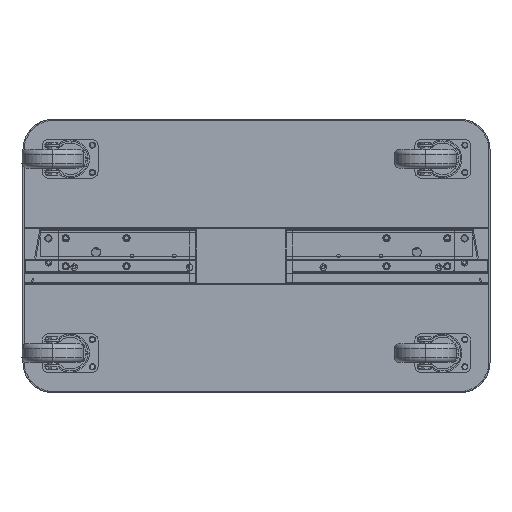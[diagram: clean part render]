
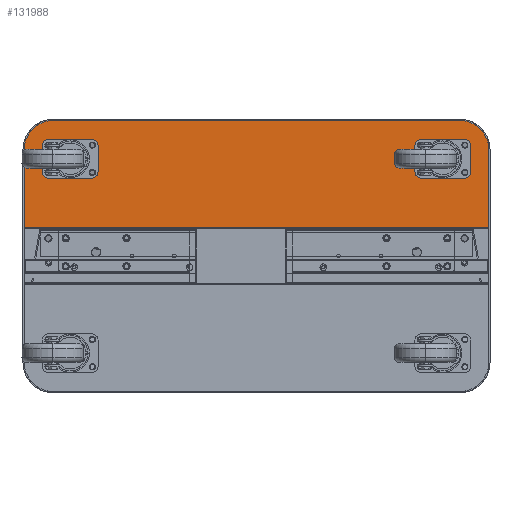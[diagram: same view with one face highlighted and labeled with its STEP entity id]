
A CAD part, top view. The second image highlights one B-rep face of the part: STEP entity #131988.
In plain terms, the highlighted face is planar.
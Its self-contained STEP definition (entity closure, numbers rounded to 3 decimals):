
#131399=DIRECTION('',(0.,0.,1.));
#131400=VECTOR('',#131399,764.5);
#131401=CARTESIAN_POINT('',(-135.454,28.775,-382.25));
#131402=LINE('',#131401,#131400);
#131517=DIRECTION('',(0.,0.,-1.));
#131518=VECTOR('',#131517,668.5);
#131519=CARTESIAN_POINT('',(-313.304,28.775,
334.25));
#131520=LINE('',#131519,#131518);
#131529=CARTESIAN_POINT('',(-265.304,28.776,334.25));
#131530=DIRECTION('',(0.,1.,0.));
#131531=DIRECTION('',(-1.,0.,
0.));
#131532=AXIS2_PLACEMENT_3D('',#131529,#131530,#131531);
#131534=DIRECTION('',(1.,0.,0.));
#131535=VECTOR('',#131534,129.85);
#131536=CARTESIAN_POINT('',(-265.304,28.776,382.25));
#131537=LINE('',#131536,#131535);
#131538=DIRECTION('',(-1.,0.,0.));
#131539=VECTOR('',#131538,129.85);
#131540=CARTESIAN_POINT('',(-135.454,28.775,-382.25));
#131541=LINE('',#131540,#131539);
#131542=CARTESIAN_POINT('',(-265.304,28.776,-334.25));
#131543=DIRECTION('',(0.,1.,0.));
#131544=DIRECTION('',(0.,0.,-1.));
#131545=AXIS2_PLACEMENT_3D('',#131542,#131543,#131544);
#131547=CARTESIAN_POINT('',(-272.725,28.775,
-343.));
#131548=DIRECTION('',(0.,-1.,0.));
#131549=DIRECTION('',(1.,0.,0.));
#131550=AXIS2_PLACEMENT_3D('',#131547,#131548,#131549);
#131552=CARTESIAN_POINT('',(-272.725,28.775,
-343.));
#131553=DIRECTION('',(0.,-1.,0.));
#131554=DIRECTION('',(-1.,0.,0.));
#131555=AXIS2_PLACEMENT_3D('',#131552,#131553,#131554);
#131557=CARTESIAN_POINT('',(-272.725,28.775,
-270.));
#131558=DIRECTION('',(0.,-1.,0.));
#131559=DIRECTION('',(1.,0.,0.));
#131560=AXIS2_PLACEMENT_3D('',#131557,#131558,#131559);
#131562=CARTESIAN_POINT('',(-272.725,28.775,
-270.));
#131563=DIRECTION('',(0.,-1.,0.));
#131564=DIRECTION('',(-1.,0.,0.));
#131565=AXIS2_PLACEMENT_3D('',#131562,#131563,#131564);
#131567=CARTESIAN_POINT('',(-227.725,28.775,-270.));
#131568=DIRECTION('',(0.,-1.,0.));
#131569=DIRECTION('',(1.,0.,0.));
#131570=AXIS2_PLACEMENT_3D('',#131567,#131568,#131569);
#131572=CARTESIAN_POINT('',(-227.725,28.775,-270.));
#131573=DIRECTION('',(0.,-1.,0.));
#131574=DIRECTION('',(-1.,0.,0.));
#131575=AXIS2_PLACEMENT_3D('',#131572,#131573,#131574);
#131577=CARTESIAN_POINT('',(-227.725,28.775,343.));
#131578=DIRECTION('',(0.,-1.,0.));
#131579=DIRECTION('',(1.,0.,0.));
#131580=AXIS2_PLACEMENT_3D('',#131577,#131578,#131579);
#131582=CARTESIAN_POINT('',(-227.725,28.775,343.));
#131583=DIRECTION('',(0.,-1.,0.));
#131584=DIRECTION('',(-1.,0.,0.));
#131585=AXIS2_PLACEMENT_3D('',#131582,#131583,#131584);
#131587=CARTESIAN_POINT('',(-227.725,28.775,270.));
#131588=DIRECTION('',(0.,-1.,0.));
#131589=DIRECTION('',(1.,0.,0.));
#131590=AXIS2_PLACEMENT_3D('',#131587,#131588,#131589);
#131592=CARTESIAN_POINT('',(-227.725,28.775,270.));
#131593=DIRECTION('',(0.,-1.,0.));
#131594=DIRECTION('',(-1.,0.,0.));
#131595=AXIS2_PLACEMENT_3D('',#131592,#131593,#131594);
#131597=CARTESIAN_POINT('',(-272.725,28.775,270.));
#131598=DIRECTION('',(0.,-1.,0.));
#131599=DIRECTION('',(1.,0.,0.));
#131600=AXIS2_PLACEMENT_3D('',#131597,#131598,#131599);
#131602=CARTESIAN_POINT('',(-272.725,28.775,270.));
#131603=DIRECTION('',(0.,-1.,0.));
#131604=DIRECTION('',(-1.,0.,0.));
#131605=AXIS2_PLACEMENT_3D('',#131602,#131603,#131604);
#131607=CARTESIAN_POINT('',(-272.725,28.775,343.));
#131608=DIRECTION('',(0.,-1.,0.));
#131609=DIRECTION('',(1.,0.,0.));
#131610=AXIS2_PLACEMENT_3D('',#131607,#131608,#131609);
#131612=CARTESIAN_POINT('',(-272.725,28.775,343.));
#131613=DIRECTION('',(0.,-1.,0.));
#131614=DIRECTION('',(-1.,0.,0.));
#131615=AXIS2_PLACEMENT_3D('',#131612,#131613,#131614);
#131617=CARTESIAN_POINT('',(-227.725,28.775,-343.));
#131618=DIRECTION('',(0.,-1.,0.));
#131619=DIRECTION('',(1.,0.,0.));
#131620=AXIS2_PLACEMENT_3D('',#131617,#131618,#131619);
#131622=CARTESIAN_POINT('',(-227.725,28.775,-343.));
#131623=DIRECTION('',(0.,-1.,0.));
#131624=DIRECTION('',(-1.,0.,0.));
#131625=AXIS2_PLACEMENT_3D('',#131622,#131623,#131624);
#131699=CARTESIAN_POINT('',(-135.454,28.775,-382.25));
#131701=VERTEX_POINT('',#131699);
#131703=CARTESIAN_POINT('',(-135.454,28.775,382.25));
#131704=VERTEX_POINT('',#131703);
#131709=CARTESIAN_POINT('',(-265.304,28.776,-382.25));
#131710=VERTEX_POINT('',#131709);
#131749=CARTESIAN_POINT('',(-231.725,28.775,-343.));
#131750=VERTEX_POINT('',#131749);
#131751=CARTESIAN_POINT('',(-223.725,28.775,-343.));
#131752=VERTEX_POINT('',#131751);
#131753=CARTESIAN_POINT('',(-313.304,28.775,
334.25));
#131754=CARTESIAN_POINT('',(-313.304,28.775,
-334.25));
#131755=VERTEX_POINT('',#131753);
#131756=VERTEX_POINT('',#131754);
#131757=CARTESIAN_POINT('',(-265.304,28.776,382.25));
#131758=VERTEX_POINT('',#131757);
#131759=CARTESIAN_POINT('',(-268.725,28.775,
-343.));
#131760=CARTESIAN_POINT('',(-276.725,28.775,
-343.));
#131761=VERTEX_POINT('',#131759);
#131762=VERTEX_POINT('',#131760);
#131763=CARTESIAN_POINT('',(-268.725,28.775,
-270.));
#131764=CARTESIAN_POINT('',(-276.725,28.775,
-270.));
#131765=VERTEX_POINT('',#131763);
#131766=VERTEX_POINT('',#131764);
#131767=CARTESIAN_POINT('',(-223.725,28.775,-270.));
#131768=CARTESIAN_POINT('',(-231.725,28.775,-270.));
#131769=VERTEX_POINT('',#131767);
#131770=VERTEX_POINT('',#131768);
#131771=CARTESIAN_POINT('',(-223.725,28.775,343.));
#131772=CARTESIAN_POINT('',(-231.725,28.775,343.));
#131773=VERTEX_POINT('',#131771);
#131774=VERTEX_POINT('',#131772);
#131775=CARTESIAN_POINT('',(-223.725,28.775,270.));
#131776=CARTESIAN_POINT('',(-231.725,28.775,270.));
#131777=VERTEX_POINT('',#131775);
#131778=VERTEX_POINT('',#131776);
#131779=CARTESIAN_POINT('',(-268.725,28.775,270.));
#131780=CARTESIAN_POINT('',(-276.725,28.775,270.));
#131781=VERTEX_POINT('',#131779);
#131782=VERTEX_POINT('',#131780);
#131783=CARTESIAN_POINT('',(-268.725,28.775,343.));
#131784=CARTESIAN_POINT('',(-276.725,28.775,343.));
#131785=VERTEX_POINT('',#131783);
#131786=VERTEX_POINT('',#131784);
#131926=CARTESIAN_POINT('',(-135.454,28.775,-403.));
#131927=DIRECTION('',(0.,1.,0.));
#131928=DIRECTION('',(-1.,0.,0.));
#131929=AXIS2_PLACEMENT_3D('',#131926,#131927,#131928);
#131930=PLANE('',#131929);
#131931=ORIENTED_EDGE('',*,*,#131892,.F.);
#131932=ORIENTED_EDGE('',*,*,#131907,.T.);
#131933=ORIENTED_EDGE('',*,*,#131918,.T.);
#131934=ORIENTED_EDGE('',*,*,#131794,.F.);
#131935=ORIENTED_EDGE('',*,*,#131812,.T.);
#131937=ORIENTED_EDGE('',*,*,#131936,.T.);
#131938=EDGE_LOOP('',(#131931,#131932,#131933,#131934,#131935,#131937));
#131939=FACE_OUTER_BOUND('',#131938,.F.);
#131941=ORIENTED_EDGE('',*,*,#131940,.T.);
#131943=ORIENTED_EDGE('',*,*,#131942,.T.);
#131944=EDGE_LOOP('',(#131941,#131943));
#131945=FACE_BOUND('',#131944,.F.);
#131947=ORIENTED_EDGE('',*,*,#131946,.T.);
#131949=ORIENTED_EDGE('',*,*,#131948,.T.);
#131950=EDGE_LOOP('',(#131947,#131949));
#131951=FACE_BOUND('',#131950,.F.);
#131953=ORIENTED_EDGE('',*,*,#131952,.T.);
#131955=ORIENTED_EDGE('',*,*,#131954,.T.);
#131956=EDGE_LOOP('',(#131953,#131955));
#131957=FACE_BOUND('',#131956,.F.);
#131959=ORIENTED_EDGE('',*,*,#131958,.T.);
#131961=ORIENTED_EDGE('',*,*,#131960,.T.);
#131962=EDGE_LOOP('',(#131959,#131961));
#131963=FACE_BOUND('',#131962,.F.);
#131965=ORIENTED_EDGE('',*,*,#131964,.T.);
#131967=ORIENTED_EDGE('',*,*,#131966,.T.);
#131968=EDGE_LOOP('',(#131965,#131967));
#131969=FACE_BOUND('',#131968,.F.);
#131971=ORIENTED_EDGE('',*,*,#131970,.T.);
#131973=ORIENTED_EDGE('',*,*,#131972,.T.);
#131974=EDGE_LOOP('',(#131971,#131973));
#131975=FACE_BOUND('',#131974,.F.);
#131977=ORIENTED_EDGE('',*,*,#131976,.T.);
#131979=ORIENTED_EDGE('',*,*,#131978,.T.);
#131980=EDGE_LOOP('',(#131977,#131979));
#131981=FACE_BOUND('',#131980,.F.);
#131983=ORIENTED_EDGE('',*,*,#131982,.T.);
#131985=ORIENTED_EDGE('',*,*,#131984,.T.);
#131986=EDGE_LOOP('',(#131983,#131985));
#131987=FACE_BOUND('',#131986,.F.);
#131533=CIRCLE('',#131532,48.);
#131546=CIRCLE('',#131545,48.);
#131551=CIRCLE('',#131550,4.);
#131556=CIRCLE('',#131555,4.);
#131561=CIRCLE('',#131560,4.);
#131566=CIRCLE('',#131565,4.);
#131571=CIRCLE('',#131570,4.);
#131576=CIRCLE('',#131575,4.);
#131581=CIRCLE('',#131580,4.);
#131586=CIRCLE('',#131585,4.);
#131591=CIRCLE('',#131590,4.);
#131596=CIRCLE('',#131595,4.);
#131601=CIRCLE('',#131600,4.);
#131606=CIRCLE('',#131605,4.);
#131611=CIRCLE('',#131610,4.);
#131616=CIRCLE('',#131615,4.);
#131621=CIRCLE('',#131620,4.);
#131626=CIRCLE('',#131625,4.);
#131794=EDGE_CURVE('',#131701,#131704,#131402,.T.);
#131812=EDGE_CURVE('',#131701,#131710,#131541,.T.);
#131892=EDGE_CURVE('',#131755,#131756,#131520,.T.);
#131907=EDGE_CURVE('',#131755,#131758,#131533,.T.);
#131918=EDGE_CURVE('',#131758,#131704,#131537,.T.);
#131936=EDGE_CURVE('',#131710,#131756,#131546,.T.);
#131940=EDGE_CURVE('',#131761,#131762,#131551,.T.);
#131942=EDGE_CURVE('',#131762,#131761,#131556,.T.);
#131946=EDGE_CURVE('',#131765,#131766,#131561,.T.);
#131948=EDGE_CURVE('',#131766,#131765,#131566,.T.);
#131952=EDGE_CURVE('',#131769,#131770,#131571,.T.);
#131954=EDGE_CURVE('',#131770,#131769,#131576,.T.);
#131958=EDGE_CURVE('',#131773,#131774,#131581,.T.);
#131960=EDGE_CURVE('',#131774,#131773,#131586,.T.);
#131964=EDGE_CURVE('',#131777,#131778,#131591,.T.);
#131966=EDGE_CURVE('',#131778,#131777,#131596,.T.);
#131970=EDGE_CURVE('',#131781,#131782,#131601,.T.);
#131972=EDGE_CURVE('',#131782,#131781,#131606,.T.);
#131976=EDGE_CURVE('',#131785,#131786,#131611,.T.);
#131978=EDGE_CURVE('',#131786,#131785,#131616,.T.);
#131982=EDGE_CURVE('',#131752,#131750,#131621,.T.);
#131984=EDGE_CURVE('',#131750,#131752,#131626,.T.);
#131988=ADVANCED_FACE('',(#131939,#131945,#131951,#131957,#131963,#131969,
#131975,#131981,#131987),#131930,.F.);
